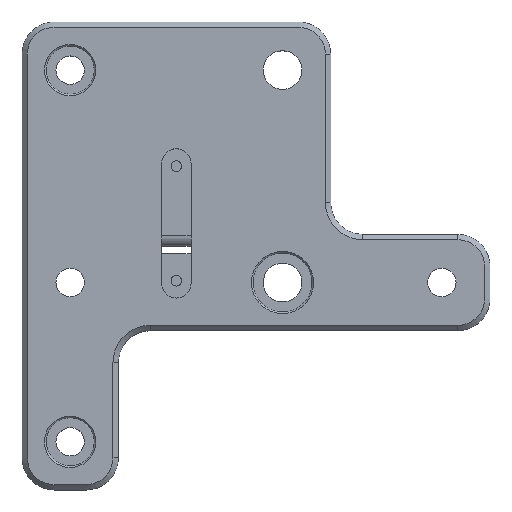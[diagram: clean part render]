
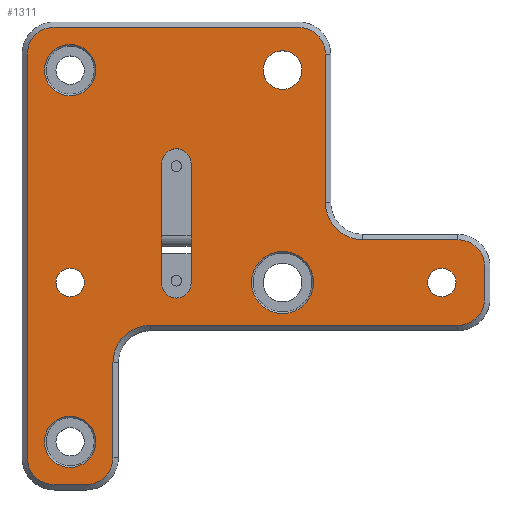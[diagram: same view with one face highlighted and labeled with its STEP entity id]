
A CAD part, top view. The second image highlights one B-rep face of the part: STEP entity #1311.
In plain terms, the highlighted planar face has unit normal (0, 0, 1).
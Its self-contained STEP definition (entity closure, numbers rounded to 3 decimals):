
#15=FACE_BOUND('',#242,.T.);
#16=FACE_BOUND('',#243,.T.);
#17=FACE_BOUND('',#244,.T.);
#18=FACE_BOUND('',#245,.T.);
#19=FACE_BOUND('',#246,.T.);
#20=FACE_BOUND('',#247,.T.);
#21=FACE_BOUND('',#248,.T.);
#58=CIRCLE('',#1412,4.8);
#60=CIRCLE('',#1415,5.);
#61=CIRCLE('',#1416,5.);
#62=CIRCLE('',#1417,5.);
#63=CIRCLE('',#1418,7.);
#64=CIRCLE('',#1419,5.);
#65=CIRCLE('',#1420,5.);
#66=CIRCLE('',#1421,7.);
#67=CIRCLE('',#1422,5.);
#68=CIRCLE('',#1423,5.8);
#69=CIRCLE('',#1424,2.65);
#70=CIRCLE('',#1425,2.65);
#71=CIRCLE('',#1426,3.62);
#72=CIRCLE('',#1427,2.75);
#73=CIRCLE('',#1428,2.75);
#74=CIRCLE('',#1429,4.8);
#156=FACE_OUTER_BOUND('',#241,.T.);
#241=EDGE_LOOP('',(#900,#901,#902,#903,#904,#905,#906,#907,#908,#909,#910,
#911,#912,#913,#914,#915));
#242=EDGE_LOOP('',(#916));
#243=EDGE_LOOP('',(#917));
#244=EDGE_LOOP('',(#918));
#245=EDGE_LOOP('',(#919));
#246=EDGE_LOOP('',(#920,#921,#922,#923));
#247=EDGE_LOOP('',(#924));
#248=EDGE_LOOP('',(#925));
#351=LINE('',#2021,#470);
#352=LINE('',#2025,#471);
#353=LINE('',#2029,#472);
#354=LINE('',#2033,#473);
#355=LINE('',#2037,#474);
#356=LINE('',#2041,#475);
#357=LINE('',#2045,#476);
#358=LINE('',#2049,#477);
#359=LINE('',#2061,#478);
#360=LINE('',#2065,#479);
#470=VECTOR('',#1587,10.);
#471=VECTOR('',#1590,10.);
#472=VECTOR('',#1593,10.);
#473=VECTOR('',#1596,10.);
#474=VECTOR('',#1599,10.);
#475=VECTOR('',#1602,10.);
#476=VECTOR('',#1605,10.);
#477=VECTOR('',#1608,10.);
#478=VECTOR('',#1619,10.);
#479=VECTOR('',#1622,10.);
#589=VERTEX_POINT('',#2013);
#591=VERTEX_POINT('',#2019);
#592=VERTEX_POINT('',#2020);
#593=VERTEX_POINT('',#2022);
#594=VERTEX_POINT('',#2024);
#595=VERTEX_POINT('',#2026);
#596=VERTEX_POINT('',#2028);
#597=VERTEX_POINT('',#2030);
#598=VERTEX_POINT('',#2032);
#599=VERTEX_POINT('',#2034);
#600=VERTEX_POINT('',#2036);
#601=VERTEX_POINT('',#2038);
#602=VERTEX_POINT('',#2040);
#603=VERTEX_POINT('',#2042);
#604=VERTEX_POINT('',#2044);
#605=VERTEX_POINT('',#2046);
#606=VERTEX_POINT('',#2048);
#607=VERTEX_POINT('',#2051);
#608=VERTEX_POINT('',#2053);
#609=VERTEX_POINT('',#2055);
#610=VERTEX_POINT('',#2057);
#611=VERTEX_POINT('',#2059);
#612=VERTEX_POINT('',#2060);
#613=VERTEX_POINT('',#2062);
#614=VERTEX_POINT('',#2064);
#615=VERTEX_POINT('',#2067);
#705=EDGE_CURVE('',#589,#589,#58,.T.);
#708=EDGE_CURVE('',#591,#592,#351,.T.);
#709=EDGE_CURVE('',#593,#591,#60,.T.);
#710=EDGE_CURVE('',#594,#593,#352,.T.);
#711=EDGE_CURVE('',#595,#594,#61,.T.);
#712=EDGE_CURVE('',#596,#595,#353,.T.);
#713=EDGE_CURVE('',#597,#596,#62,.T.);
#714=EDGE_CURVE('',#598,#597,#354,.T.);
#715=EDGE_CURVE('',#599,#598,#63,.T.);
#716=EDGE_CURVE('',#600,#599,#355,.T.);
#717=EDGE_CURVE('',#601,#600,#64,.T.);
#718=EDGE_CURVE('',#602,#601,#356,.T.);
#719=EDGE_CURVE('',#603,#602,#65,.T.);
#720=EDGE_CURVE('',#604,#603,#357,.T.);
#721=EDGE_CURVE('',#605,#604,#66,.T.);
#722=EDGE_CURVE('',#606,#605,#358,.T.);
#723=EDGE_CURVE('',#592,#606,#67,.T.);
#724=EDGE_CURVE('',#607,#607,#68,.T.);
#725=EDGE_CURVE('',#608,#608,#69,.T.);
#726=EDGE_CURVE('',#609,#609,#70,.T.);
#727=EDGE_CURVE('',#610,#610,#71,.T.);
#728=EDGE_CURVE('',#611,#612,#359,.T.);
#729=EDGE_CURVE('',#613,#612,#72,.T.);
#730=EDGE_CURVE('',#613,#614,#360,.T.);
#731=EDGE_CURVE('',#611,#614,#73,.T.);
#732=EDGE_CURVE('',#615,#615,#74,.T.);
#900=ORIENTED_EDGE('',*,*,#708,.F.);
#901=ORIENTED_EDGE('',*,*,#709,.F.);
#902=ORIENTED_EDGE('',*,*,#710,.F.);
#903=ORIENTED_EDGE('',*,*,#711,.F.);
#904=ORIENTED_EDGE('',*,*,#712,.F.);
#905=ORIENTED_EDGE('',*,*,#713,.F.);
#906=ORIENTED_EDGE('',*,*,#714,.F.);
#907=ORIENTED_EDGE('',*,*,#715,.F.);
#908=ORIENTED_EDGE('',*,*,#716,.F.);
#909=ORIENTED_EDGE('',*,*,#717,.F.);
#910=ORIENTED_EDGE('',*,*,#718,.F.);
#911=ORIENTED_EDGE('',*,*,#719,.F.);
#912=ORIENTED_EDGE('',*,*,#720,.F.);
#913=ORIENTED_EDGE('',*,*,#721,.F.);
#914=ORIENTED_EDGE('',*,*,#722,.F.);
#915=ORIENTED_EDGE('',*,*,#723,.F.);
#916=ORIENTED_EDGE('',*,*,#724,.F.);
#917=ORIENTED_EDGE('',*,*,#725,.T.);
#918=ORIENTED_EDGE('',*,*,#726,.T.);
#919=ORIENTED_EDGE('',*,*,#727,.T.);
#920=ORIENTED_EDGE('',*,*,#728,.T.);
#921=ORIENTED_EDGE('',*,*,#729,.F.);
#922=ORIENTED_EDGE('',*,*,#730,.T.);
#923=ORIENTED_EDGE('',*,*,#731,.F.);
#924=ORIENTED_EDGE('',*,*,#732,.F.);
#925=ORIENTED_EDGE('',*,*,#705,.F.);
#1269=PLANE('',#1414);
#1311=ADVANCED_FACE('',(#156,#15,#16,#17,#18,#19,#20,#21),#1269,.T.);
#1412=AXIS2_PLACEMENT_3D('',#2014,#1580,#1581);
#1414=AXIS2_PLACEMENT_3D('',#2018,#1585,#1586);
#1415=AXIS2_PLACEMENT_3D('',#2023,#1588,#1589);
#1416=AXIS2_PLACEMENT_3D('',#2027,#1591,#1592);
#1417=AXIS2_PLACEMENT_3D('',#2031,#1594,#1595);
#1418=AXIS2_PLACEMENT_3D('',#2035,#1597,#1598);
#1419=AXIS2_PLACEMENT_3D('',#2039,#1600,#1601);
#1420=AXIS2_PLACEMENT_3D('',#2043,#1603,#1604);
#1421=AXIS2_PLACEMENT_3D('',#2047,#1606,#1607);
#1422=AXIS2_PLACEMENT_3D('',#2050,#1609,#1610);
#1423=AXIS2_PLACEMENT_3D('',#2052,#1611,#1612);
#1424=AXIS2_PLACEMENT_3D('',#2054,#1613,#1614);
#1425=AXIS2_PLACEMENT_3D('',#2056,#1615,#1616);
#1426=AXIS2_PLACEMENT_3D('',#2058,#1617,#1618);
#1427=AXIS2_PLACEMENT_3D('',#2063,#1620,#1621);
#1428=AXIS2_PLACEMENT_3D('',#2066,#1623,#1624);
#1429=AXIS2_PLACEMENT_3D('',#2068,#1625,#1626);
#1580=DIRECTION('center_axis',(0.,0.,1.));
#1581=DIRECTION('ref_axis',(1.,0.,0.));
#1585=DIRECTION('center_axis',(0.,0.,1.));
#1586=DIRECTION('ref_axis',(1.,0.,0.));
#1587=DIRECTION('',(1.,0.,0.));
#1588=DIRECTION('center_axis',(0.,0.,-1.));
#1589=DIRECTION('ref_axis',(-0.707,0.707,0.));
#1590=DIRECTION('',(0.,1.,0.));
#1591=DIRECTION('center_axis',(0.,0.,-1.));
#1592=DIRECTION('ref_axis',(-0.707,-0.707,0.));
#1593=DIRECTION('',(-1.,0.,0.));
#1594=DIRECTION('center_axis',(0.,0.,-1.));
#1595=DIRECTION('ref_axis',(0.707,-0.707,0.));
#1596=DIRECTION('',(0.,-1.,0.));
#1597=DIRECTION('center_axis',(0.,0.,1.));
#1598=DIRECTION('ref_axis',(-0.707,0.707,0.));
#1599=DIRECTION('',(-1.,0.,0.));
#1600=DIRECTION('center_axis',(0.,0.,-1.));
#1601=DIRECTION('ref_axis',(0.707,-0.707,0.));
#1602=DIRECTION('',(0.,-1.,0.));
#1603=DIRECTION('center_axis',(0.,0.,-1.));
#1604=DIRECTION('ref_axis',(0.707,0.707,0.));
#1605=DIRECTION('',(1.,0.,0.));
#1606=DIRECTION('center_axis',(0.,0.,1.));
#1607=DIRECTION('ref_axis',(-0.707,-0.707,0.));
#1608=DIRECTION('',(0.,-1.,0.));
#1609=DIRECTION('center_axis',(0.,0.,-1.));
#1610=DIRECTION('ref_axis',(0.707,0.707,0.));
#1611=DIRECTION('center_axis',(0.,0.,1.));
#1612=DIRECTION('ref_axis',(1.,0.,0.));
#1613=DIRECTION('center_axis',(0.,0.,-1.));
#1614=DIRECTION('ref_axis',(1.,0.,0.));
#1615=DIRECTION('center_axis',(0.,0.,-1.));
#1616=DIRECTION('ref_axis',(1.,0.,0.));
#1617=DIRECTION('center_axis',(0.,0.,-1.));
#1618=DIRECTION('ref_axis',(1.,0.,0.));
#1619=DIRECTION('',(0.,-1.,0.));
#1620=DIRECTION('center_axis',(0.,0.,1.));
#1621=DIRECTION('ref_axis',(-1.,0.,0.));
#1622=DIRECTION('',(0.,1.,0.));
#1623=DIRECTION('center_axis',(0.,0.,1.));
#1624=DIRECTION('ref_axis',(-1.,0.,0.));
#1625=DIRECTION('center_axis',(0.,0.,1.));
#1626=DIRECTION('ref_axis',(1.,0.,0.));
#2013=CARTESIAN_POINT('',(-24.65,-49.625,8.));
#2014=CARTESIAN_POINT('Origin',(-19.85,-49.625,8.));
#2018=CARTESIAN_POINT('Origin',(14.888,-14.888,8.));
#2019=CARTESIAN_POINT('',(-22.85,27.85,8.));
#2020=CARTESIAN_POINT('',(22.85,27.85,8.));
#2021=CARTESIAN_POINT('',(21.869,27.85,8.));
#2022=CARTESIAN_POINT('',(-27.85,22.85,8.));
#2023=CARTESIAN_POINT('Origin',(-22.85,22.85,8.));
#2024=CARTESIAN_POINT('',(-27.85,-52.625,8.));
#2025=CARTESIAN_POINT('',(-27.85,6.981,8.));
#2026=CARTESIAN_POINT('',(-22.85,-57.625,8.));
#2027=CARTESIAN_POINT('Origin',(-22.85,-52.625,8.));
#2028=CARTESIAN_POINT('',(-16.85,-57.625,8.));
#2029=CARTESIAN_POINT('',(-6.981,-57.625,8.));
#2030=CARTESIAN_POINT('',(-11.85,-52.625,8.));
#2031=CARTESIAN_POINT('Origin',(-16.85,-52.625,8.));
#2032=CARTESIAN_POINT('',(-11.85,-34.85,8.));
#2033=CARTESIAN_POINT('',(-11.85,-36.756,8.));
#2034=CARTESIAN_POINT('',(-4.85,-27.85,8.));
#2035=CARTESIAN_POINT('Origin',(-4.85,-34.85,8.));
#2036=CARTESIAN_POINT('',(52.625,-27.85,8.));
#2037=CARTESIAN_POINT('',(2.019,-27.85,8.));
#2038=CARTESIAN_POINT('',(57.625,-22.85,8.));
#2039=CARTESIAN_POINT('Origin',(52.625,-22.85,8.));
#2040=CARTESIAN_POINT('',(57.625,-16.85,8.));
#2041=CARTESIAN_POINT('',(57.625,-21.869,8.));
#2042=CARTESIAN_POINT('',(52.625,-11.85,8.));
#2043=CARTESIAN_POINT('Origin',(52.625,-16.85,8.));
#2044=CARTESIAN_POINT('',(34.85,-11.85,8.));
#2045=CARTESIAN_POINT('',(36.756,-11.85,8.));
#2046=CARTESIAN_POINT('',(27.85,-4.85,8.));
#2047=CARTESIAN_POINT('Origin',(34.85,-4.85,8.));
#2048=CARTESIAN_POINT('',(27.85,22.85,8.));
#2049=CARTESIAN_POINT('',(27.85,-12.869,8.));
#2050=CARTESIAN_POINT('Origin',(22.85,22.85,8.));
#2051=CARTESIAN_POINT('',(14.05,-19.85,8.));
#2052=CARTESIAN_POINT('Origin',(19.85,-19.85,8.));
#2053=CARTESIAN_POINT('',(46.975,-19.85,8.));
#2054=CARTESIAN_POINT('Origin',(49.625,-19.85,8.));
#2055=CARTESIAN_POINT('',(-22.5,-19.85,8.));
#2056=CARTESIAN_POINT('Origin',(-19.85,-19.85,8.));
#2057=CARTESIAN_POINT('',(16.23,19.85,8.));
#2058=CARTESIAN_POINT('Origin',(19.85,19.85,8.));
#2059=CARTESIAN_POINT('',(2.75,2.4,8.));
#2060=CARTESIAN_POINT('',(2.75,-20.,8.));
#2061=CARTESIAN_POINT('',(2.75,-4.994,8.));
#2062=CARTESIAN_POINT('',(-2.75,-20.,8.));
#2063=CARTESIAN_POINT('Origin',(0.,-20.,8.));
#2064=CARTESIAN_POINT('',(-2.75,2.4,8.));
#2065=CARTESIAN_POINT('',(-2.75,-18.694,8.));
#2066=CARTESIAN_POINT('Origin',(0.,2.4,8.));
#2067=CARTESIAN_POINT('',(-24.65,19.85,8.));
#2068=CARTESIAN_POINT('Origin',(-19.85,19.85,8.));
